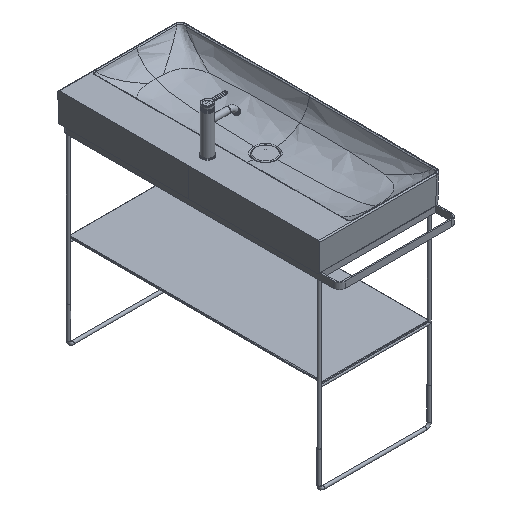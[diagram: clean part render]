
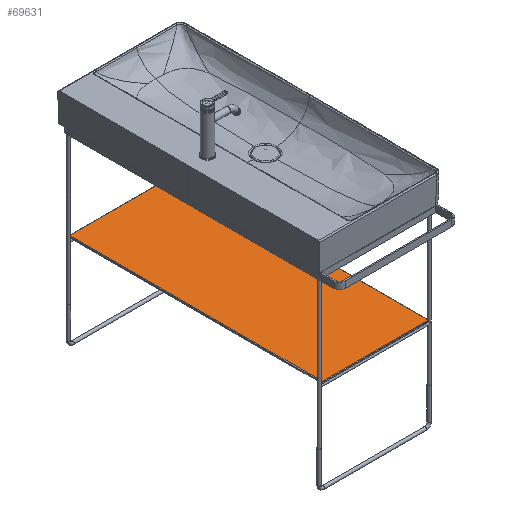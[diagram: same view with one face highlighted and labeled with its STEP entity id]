
A CAD part, isometric view. The second image highlights one B-rep face of the part: STEP entity #69631.
In plain terms, the highlighted planar face has unit normal (0, 0, 1).
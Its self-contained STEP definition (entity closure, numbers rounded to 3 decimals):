
#69217=CARTESIAN_POINT('',(546.405,12.181,8.0));
#69218=VERTEX_POINT('',#69217);
#69325=CARTESIAN_POINT('',(-419.095,-393.319,8.0));
#69326=VERTEX_POINT('',#69325);
#69379=CARTESIAN_POINT('',(546.405,-393.319,8.0));
#69380=VERTEX_POINT('',#69379);
#69439=CARTESIAN_POINT('',(546.405,12.181,8.0));
#69440=DIRECTION('',(0.0,-1.0,0.0));
#69441=VECTOR('',#69440,405.5);
#69442=LINE('',#69439,#69441);
#69443=EDGE_CURVE('',#69218,#69380,#69442,.T.);
#69461=CARTESIAN_POINT('',(546.405,-393.319,8.0));
#69462=DIRECTION('',(-1.0,0.0,0.0));
#69463=VECTOR('',#69462,965.5);
#69464=LINE('',#69461,#69463);
#69465=EDGE_CURVE('',#69380,#69326,#69464,.T.);
#69484=CARTESIAN_POINT('',(-419.095,12.181,8.0));
#69485=VERTEX_POINT('',#69484);
#69486=CARTESIAN_POINT('',(-419.095,-393.319,8.0));
#69487=DIRECTION('',(0.0,1.0,0.0));
#69488=VECTOR('',#69487,405.5);
#69489=LINE('',#69486,#69488);
#69490=EDGE_CURVE('',#69326,#69485,#69489,.T.);
#69528=CARTESIAN_POINT('',(-419.095,12.181,8.0));
#69529=DIRECTION('',(1.0,0.0,0.0));
#69530=VECTOR('',#69529,965.5);
#69531=LINE('',#69528,#69530);
#69532=EDGE_CURVE('',#69485,#69218,#69531,.T.);
#69620=CARTESIAN_POINT('',(63.655,-190.569,8.0));
#69621=DIRECTION('',(0.0,0.0,1.0));
#69622=DIRECTION('',(1.0,0.0,0.0));
#69623=AXIS2_PLACEMENT_3D('',#69620,#69621,#69622);
#69624=PLANE('',#69623);
#69625=ORIENTED_EDGE('',*,*,#69443,.F.);
#69626=ORIENTED_EDGE('',*,*,#69532,.F.);
#69627=ORIENTED_EDGE('',*,*,#69490,.F.);
#69628=ORIENTED_EDGE('',*,*,#69465,.F.);
#69629=EDGE_LOOP('',(#69625,#69626,#69627,#69628));
#69630=FACE_OUTER_BOUND('',#69629,.T.);
#69631=ADVANCED_FACE('',(#69630),#69624,.T.);
